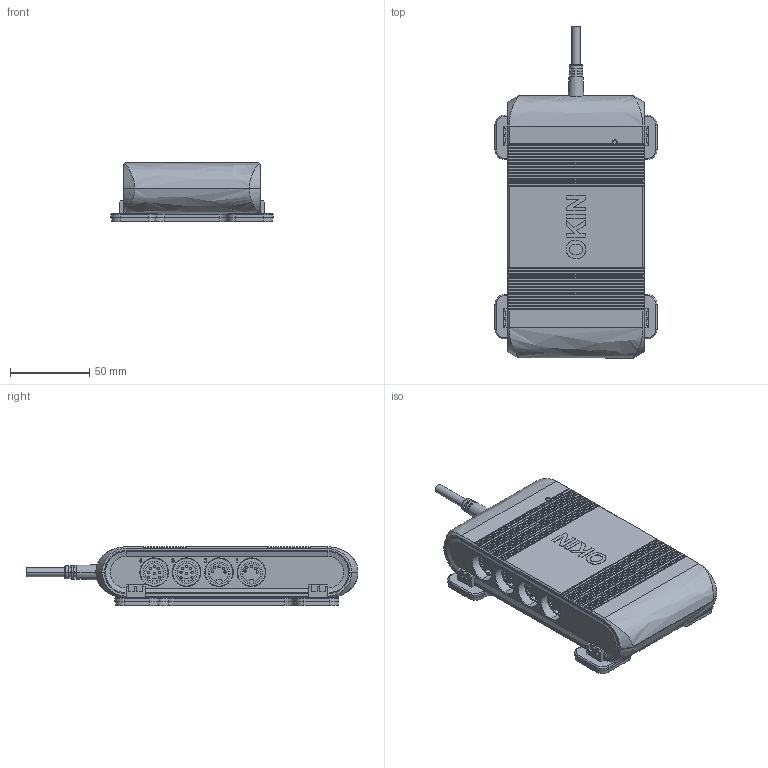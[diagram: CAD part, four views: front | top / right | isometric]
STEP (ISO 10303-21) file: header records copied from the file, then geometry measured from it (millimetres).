
FILE_DESCRIPTION (( 'STEP AP203' ), '1' );
FILE_NAME ('Cu165.STEP', '2017-10-27T05:39:52', ( 'admin' ), ( 'Hewlett-Packard Company' ), 'SwSTEP 2.0', 'SolidWorks 2016', '' );
FILE_SCHEMA (( 'CONFIG_CONTROL_DESIGN' ));
Products named in the file (1): Cu165
Bounding box: 102 x 209 x 37.25 mm (x, y, z)
Volume: 446001.7 mm3; surface area: 76964.2 mm2
Topology: 2 solids, 2 shells, 1055 faces, 2861 edges, 1898 vertices
Faces by surface type: plane 637, cylinder 251, bspline 97, cone 70
Entity records: 40164 total; most frequent: CARTESIAN_POINT 13888, ORIENTED_EDGE 5714, DIRECTION 5055, EDGE_CURVE 2857, VERTEX_POINT 1898, VECTOR 1889, LINE 1889, AXIS2_PLACEMENT_3D 1583
